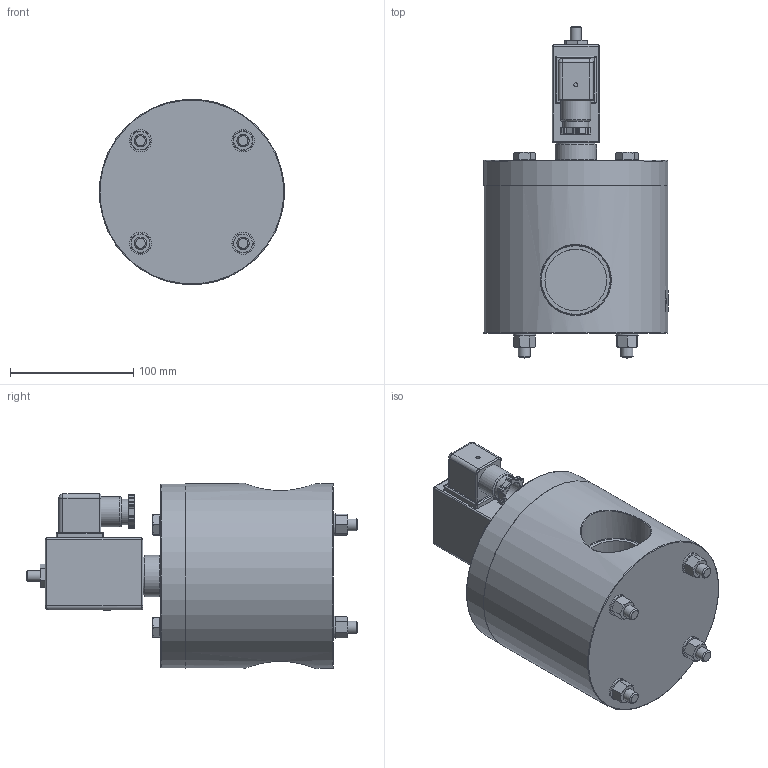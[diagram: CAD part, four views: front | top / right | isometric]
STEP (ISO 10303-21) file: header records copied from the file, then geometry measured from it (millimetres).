
FILE_DESCRIPTION(/* description */ (''),/* implementation_level */ '2;1');
FILE_NAME(/* name */ 'DN50_3D_STEP.stp',/* time_stamp */ '2025-08-30T18:16:35+03:00',/* author */ ('igorr'),/* organization */ (''),/* preprocessor_version */ 'ST-DEVELOPER v20',/* originating_system */ 'Autodesk Inventor 2025',/* authorisation */ '');
FILE_SCHEMA (('AUTOMOTIVE_DESIGN { 1 0 10303 214 3 1 1 }'));
Length unit declared in the file: millimetre
Products named in the file (7): Сборка1; Деталь1; Деталь1_1; BS 4183 - M10; ANSI B18.2.4.2M - M10x1,5; AS 1237 - 10; AS 1110 - M10 x 16
Assembly tree (15 placements, depth 2):
  Сборка1
    Деталь1
    Деталь1_1
    BS 4183 - M10
    ANSI B18.2.4.2M - M10x1,5  x4
    AS 1237 - 10  x4
    AS 1110 - M10 x 16  x4
Bounding box: 149.79 x 269 x 150 mm (x, y, z)
Volume: 2450363.8 mm3; surface area: 182343.7 mm2
Topology: 19 solids, 19 shells, 525 faces, 1170 edges, 714 vertices
Faces by surface type: plane 229, cylinder 125, cone 91, bspline 45, torus 25, sphere 10
Full cylindrical faces by diameter (mm): 3.3 x1, 6.6 x4, 8.376 x5, 8.8 x1, 9.9 x4, 10 x4, 10.1 x4, 10.5 x4, 16 x4, 16.5 x1, 18 x4, 20.9 x1, 24.2 x1, 31.425 x2, 33.625 x1, 50 x2, 56.656 x2, 149.6 x1, 150 x1
Entity records: 11780 total; most frequent: CARTESIAN_POINT 2864, DIRECTION 1799, ORIENTED_EDGE 1694, EDGE_CURVE 847, AXIS2_PLACEMENT_3D 690, VERTEX_POINT 525, LINE 419, VECTOR 419
